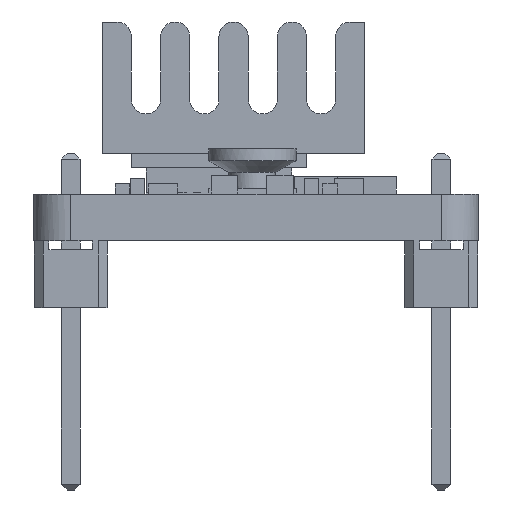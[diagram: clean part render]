
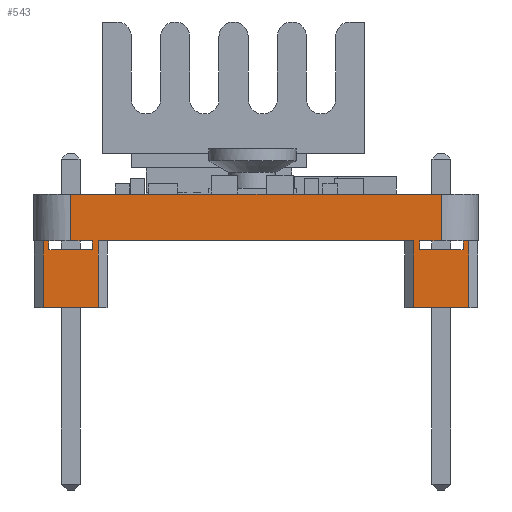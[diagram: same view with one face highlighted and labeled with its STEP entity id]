
A CAD part, front view. The second image highlights one B-rep face of the part: STEP entity #543.
In plain terms, the highlighted face is planar.
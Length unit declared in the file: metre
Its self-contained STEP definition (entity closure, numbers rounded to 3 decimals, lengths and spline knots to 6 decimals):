
#543 = ADVANCED_FACE( 'NONE', ( #1792 ), #1793, .T. );
#1792 = FACE_OUTER_BOUND( '', #3433, .T. );
#1793 = PLANE( '', #3434 );
#3433 = EDGE_LOOP( '', ( #7755, #7756, #7757, #7758, #7759, #7760, #7761, #7762, #7763, #7764, #7765, #7766, #7767, #7768, #7769, #7770, #7771, #7772, #7773, #7774 ) );
#3434 = AXIS2_PLACEMENT_3D( '', #7775, #7776, #7777 );
#7755 = ORIENTED_EDGE( '', *, *, #11207, .T. );
#7756 = ORIENTED_EDGE( '', *, *, #12525, .T. );
#7757 = ORIENTED_EDGE( '', *, *, #12211, .F. );
#7758 = ORIENTED_EDGE( '', *, *, #12526, .F. );
#7759 = ORIENTED_EDGE( '', *, *, #12229, .T. );
#7760 = ORIENTED_EDGE( '', *, *, #12527, .T. );
#7761 = ORIENTED_EDGE( '', *, *, #12451, .F. );
#7762 = ORIENTED_EDGE( '', *, *, #12457, .F. );
#7763 = ORIENTED_EDGE( '', *, *, #12455, .T. );
#7764 = ORIENTED_EDGE( '', *, *, #12528, .T. );
#7765 = ORIENTED_EDGE( '', *, *, #11494, .T. );
#7766 = ORIENTED_EDGE( '', *, *, #12492, .F. );
#7767 = ORIENTED_EDGE( '', *, *, #11496, .T. );
#7768 = ORIENTED_EDGE( '', *, *, #12529, .T. );
#7769 = ORIENTED_EDGE( '', *, *, #12530, .T. );
#7770 = ORIENTED_EDGE( '', *, *, #11116, .F. );
#7771 = ORIENTED_EDGE( '', *, *, #12531, .T. );
#7772 = ORIENTED_EDGE( '', *, *, #12532, .T. );
#7773 = ORIENTED_EDGE( '', *, *, #11209, .F. );
#7774 = ORIENTED_EDGE( '', *, *, #11172, .F. );
#7775 = CARTESIAN_POINT( '', ( 0.07112, 0., 0.066015 ) );
#7776 = DIRECTION( '', ( 1., 0., 0. ) );
#7777 = DIRECTION( '', ( 0., 1., 0. ) );
#11116 = EDGE_CURVE( 'NONE', #13546, #13548, #13549, .T. );
#11172 = EDGE_CURVE( 'NONE', #13657, #13659, #13660, .T. );
#11207 = EDGE_CURVE( 'NONE', #13657, #13726, #13728, .T. );
#11209 = EDGE_CURVE( 'NONE', #13659, #13731, #13732, .T. );
#11494 = EDGE_CURVE( 'NONE', #14192, #14194, #14196, .T. );
#11496 = EDGE_CURVE( 'NONE', #14199, #14197, #14200, .T. );
#12211 = EDGE_CURVE( 'NONE', #15422, #15414, #15424, .T. );
#12229 = EDGE_CURVE( 'NONE', #15452, #15450, #15453, .T. );
#12451 = EDGE_CURVE( 'NONE', #15819, #15817, #15821, .T. );
#12455 = EDGE_CURVE( 'NONE', #15826, #15824, #15827, .T. );
#12457 = EDGE_CURVE( 'NONE', #15826, #15819, #15829, .T. );
#12492 = EDGE_CURVE( 'NONE', #14199, #14194, #15896, .T. );
#12525 = EDGE_CURVE( '', #13726, #15414, #15961, .T. );
#12526 = EDGE_CURVE( 'NONE', #15452, #15422, #15962, .T. );
#12527 = EDGE_CURVE( 'NONE', #15450, #15817, #15963, .T. );
#12528 = EDGE_CURVE( 'NONE', #15824, #14192, #15964, .T. );
#12529 = EDGE_CURVE( '', #14197, #15965, #15966, .T. );
#12530 = EDGE_CURVE( 'NONE', #15965, #13548, #15967, .T. );
#12531 = EDGE_CURVE( 'NONE', #13546, #15968, #15969, .T. );
#12532 = EDGE_CURVE( 'NONE', #15968, #13731, #15970, .T. );
#13546 = VERTEX_POINT( 'NONE', #17503 );
#13548 = VERTEX_POINT( 'NONE', #17506 );
#13549 = LINE( '', #17507, #17508 );
#13657 = VERTEX_POINT( 'NONE', #17670 );
#13659 = VERTEX_POINT( 'NONE', #17673 );
#13660 = LINE( '', #17674, #17675 );
#13726 = VERTEX_POINT( 'NONE', #17774 );
#13728 = LINE( '', #17777, #17778 );
#13731 = VERTEX_POINT( 'NONE', #17782 );
#13732 = LINE( '', #17783, #17784 );
#14192 = VERTEX_POINT( 'NONE', #18526 );
#14194 = VERTEX_POINT( 'NONE', #18529 );
#14196 = LINE( '', #18532, #18533 );
#14197 = VERTEX_POINT( 'NONE', #18534 );
#14199 = VERTEX_POINT( 'NONE', #18537 );
#14200 = LINE( '', #18538, #18539 );
#15414 = VERTEX_POINT( 'NONE', #20322 );
#15422 = VERTEX_POINT( 'NONE', #20331 );
#15424 = LINE( '', #20333, #20334 );
#15450 = VERTEX_POINT( 'NONE', #20367 );
#15452 = VERTEX_POINT( 'NONE', #20369 );
#15453 = LINE( '', #20370, #20371 );
#15817 = VERTEX_POINT( 'NONE', #20953 );
#15819 = VERTEX_POINT( 'NONE', #20956 );
#15821 = LINE( '', #20959, #20960 );
#15824 = VERTEX_POINT( 'NONE', #20965 );
#15826 = VERTEX_POINT( 'NONE', #20968 );
#15827 = LINE( '', #20969, #20970 );
#15829 = LINE( '', #20973, #20974 );
#15896 = LINE( '', #21075, #21076 );
#15961 = LINE( '', #21173, #21174 );
#15962 = LINE( '', #21175, #21176 );
#15963 = LINE( '', #21177, #21178 );
#15964 = LINE( '', #21179, #21180 );
#15965 = VERTEX_POINT( 'NONE', #21181 );
#15966 = LINE( '', #21182, #21183 );
#15967 = LINE( '', #21184, #21185 );
#15968 = VERTEX_POINT( 'NONE', #21186 );
#15969 = LINE( '', #21187, #21188 );
#15970 = LINE( '', #21189, #21190 );
#17503 = CARTESIAN_POINT( '', ( 0.07112, 0.00229, 0.065715 ) );
#17506 = CARTESIAN_POINT( '', ( 0.07112, 0.00229, 0.063825 ) );
#17507 = CARTESIAN_POINT( '', ( 0.07112, 0.00229, 0.066015 ) );
#17508 = VECTOR( '', #23313, 1. );
#17670 = CARTESIAN_POINT( '', ( 0.07112, 0.0003, 0.064025 ) );
#17673 = CARTESIAN_POINT( '', ( 0.07112, 0.0003, 0.065515 ) );
#17674 = CARTESIAN_POINT( '', ( 0.07112, 0.0003, 0.064025 ) );
#17675 = VECTOR( '', #23369, 1. );
#17774 = CARTESIAN_POINT( '', ( 0.07112, 0., 0.064025 ) );
#17777 = CARTESIAN_POINT( '', ( 0.07112, 0.0003, 0.064025 ) );
#17778 = VECTOR( '', #23404, 1. );
#17782 = CARTESIAN_POINT( '', ( 0.07112, 0., 0.065515 ) );
#17783 = CARTESIAN_POINT( '', ( 0.07112, 0.0003, 0.065515 ) );
#17784 = VECTOR( '', #23406, 1. );
#18526 = CARTESIAN_POINT( '', ( 0.07112, 0., 0.051125 ) );
#18529 = CARTESIAN_POINT( '', ( 0.07112, 0.00229, 0.051125 ) );
#18532 = CARTESIAN_POINT( '', ( 0.07112, 0., 0.051125 ) );
#18533 = VECTOR( '', #23691, 1. );
#18534 = CARTESIAN_POINT( '', ( 0.07112, 0., 0.053015 ) );
#18537 = CARTESIAN_POINT( '', ( 0.07112, 0.00229, 0.053015 ) );
#18538 = CARTESIAN_POINT( '', ( 0.07112, 0., 0.053015 ) );
#18539 = VECTOR( '', #23693, 1. );
#20322 = CARTESIAN_POINT( '', ( 0.07112, 0., 0.06477 ) );
#20331 = CARTESIAN_POINT( '', ( 0.07112, -0.0016, 0.06477 ) );
#20333 = CARTESIAN_POINT( '', ( 0.07112, -0.0016, 0.06477 ) );
#20334 = VECTOR( '', #24700, 1. );
#20367 = CARTESIAN_POINT( '', ( 0.07112, 0., 0.05207 ) );
#20369 = CARTESIAN_POINT( '', ( 0.07112, -0.0016, 0.05207 ) );
#20370 = CARTESIAN_POINT( '', ( 0.07112, -0.0016, 0.05207 ) );
#20371 = VECTOR( '', #24738, 1. );
#20953 = CARTESIAN_POINT( '', ( 0.07112, 0., 0.052815 ) );
#20956 = CARTESIAN_POINT( '', ( 0.07112, 0.0003, 0.052815 ) );
#20959 = CARTESIAN_POINT( '', ( 0.07112, 0.0003, 0.052815 ) );
#20960 = VECTOR( '', #24962, 1. );
#20965 = CARTESIAN_POINT( '', ( 0.07112, 0., 0.051325 ) );
#20968 = CARTESIAN_POINT( '', ( 0.07112, 0.0003, 0.051325 ) );
#20969 = CARTESIAN_POINT( '', ( 0.07112, 0.0003, 0.051325 ) );
#20970 = VECTOR( '', #24966, 1. );
#20973 = CARTESIAN_POINT( '', ( 0.07112, 0.0003, 0.051325 ) );
#20974 = VECTOR( '', #24968, 1. );
#21075 = CARTESIAN_POINT( '', ( 0.07112, 0.00229, 0.053315 ) );
#21076 = VECTOR( '', #25003, 1. );
#21173 = CARTESIAN_POINT( '', ( 0.07112, 0., 0.06477 ) );
#21174 = VECTOR( '', #25036, 1. );
#21175 = CARTESIAN_POINT( '', ( 0.07112, -0.0016, 0.06477 ) );
#21176 = VECTOR( '', #25037, 1. );
#21177 = CARTESIAN_POINT( '', ( 0.07112, 0., 0.06477 ) );
#21178 = VECTOR( '', #25038, 1. );
#21179 = CARTESIAN_POINT( '', ( 0.07112, 0., 0.053315 ) );
#21180 = VECTOR( '', #25039, 1. );
#21181 = CARTESIAN_POINT( '', ( 0.07112, 0., 0.063825 ) );
#21182 = CARTESIAN_POINT( '', ( 0.07112, 0., 0.06477 ) );
#21183 = VECTOR( '', #25040, 1. );
#21184 = CARTESIAN_POINT( '', ( 0.07112, 0., 0.063825 ) );
#21185 = VECTOR( '', #25041, 1. );
#21186 = CARTESIAN_POINT( '', ( 0.07112, 0., 0.065715 ) );
#21187 = CARTESIAN_POINT( '', ( 0.07112, 0., 0.065715 ) );
#21188 = VECTOR( '', #25042, 1. );
#21189 = CARTESIAN_POINT( '', ( 0.07112, 0., 0.066015 ) );
#21190 = VECTOR( '', #25043, 1. );
#23313 = DIRECTION( '', ( 0., 0., -1. ) );
#23369 = DIRECTION( '', ( 0., 0., 1. ) );
#23404 = DIRECTION( '', ( 0., -1., 0. ) );
#23406 = DIRECTION( '', ( 0., -1., 0. ) );
#23691 = DIRECTION( '', ( 0., 1., 0. ) );
#23693 = DIRECTION( '', ( 0., -1., 0. ) );
#24700 = DIRECTION( '', ( 0., 1., 0. ) );
#24738 = DIRECTION( '', ( 0., 1., 0. ) );
#24962 = DIRECTION( '', ( 0., -1., 0. ) );
#24966 = DIRECTION( '', ( 0., -1., 0. ) );
#24968 = DIRECTION( '', ( 0., 0., 1. ) );
#25003 = DIRECTION( '', ( 0., 0., -1. ) );
#25036 = DIRECTION( '', ( 0., 0., 1. ) );
#25037 = DIRECTION( '', ( 0., 0., 1. ) );
#25038 = DIRECTION( '', ( 0., 0., 1. ) );
#25039 = DIRECTION( '', ( 0., 0., -1. ) );
#25040 = DIRECTION( '', ( 0., 0., 1. ) );
#25041 = DIRECTION( '', ( 0., 1., 0. ) );
#25042 = DIRECTION( '', ( 0., -1., 0. ) );
#25043 = DIRECTION( '', ( 0., 0., -1. ) );
